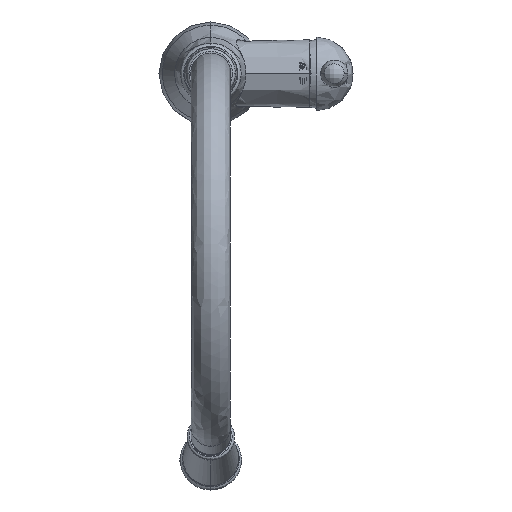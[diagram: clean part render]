
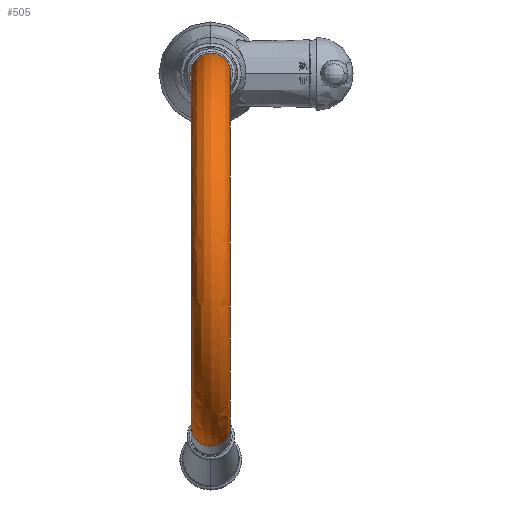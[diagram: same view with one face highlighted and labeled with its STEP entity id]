
A CAD part, top view. The second image highlights one B-rep face of the part: STEP entity #505.
In plain terms, the highlighted free-form (B-spline) face has degree [2, 2] with [9, 5] control points.
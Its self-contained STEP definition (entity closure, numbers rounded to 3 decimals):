
#505=ADVANCED_FACE('',(#1315),#13013,.T.);
#1315=FACE_OUTER_BOUND('',#2143,.T.);
#2143=EDGE_LOOP('',(#4329,#4330,#4331,#4332));
#4329=ORIENTED_EDGE('',*,*,#7837,.F.);
#4330=ORIENTED_EDGE('',*,*,#7836,.T.);
#4331=ORIENTED_EDGE('',*,*,#7851,.F.);
#4332=ORIENTED_EDGE('',*,*,#7852,.F.);
#7836=EDGE_CURVE('',#11898,#11897,#10594,.T.);
#7837=EDGE_CURVE('',#11898,#11908,#10595,.T.);
#7851=EDGE_CURVE('',#11906,#11897,#10605,.T.);
#7852=EDGE_CURVE('',#11908,#11906,#10606,.T.);
#10594=(
BOUNDED_CURVE()
B_SPLINE_CURVE(2,(#36702,#36703,#36704,#36705,#36706),.UNSPECIFIED.,.F.,
 .F.)
B_SPLINE_CURVE_WITH_KNOTS((3,2,3),(0.,158.389,316.777),
 .UNSPECIFIED.)
CURVE()
GEOMETRIC_REPRESENTATION_ITEM()
RATIONAL_B_SPLINE_CURVE((1.,0.752,1.,0.752,1.))
REPRESENTATION_ITEM('')
);
#10595=(
BOUNDED_CURVE()
B_SPLINE_CURVE(2,(#36707,#36708,#36709,#36710,#36711),.UNSPECIFIED.,.F.,
 .F.)
B_SPLINE_CURVE_WITH_KNOTS((3,2,3),(0.,18.85,37.699),
 .UNSPECIFIED.)
CURVE()
GEOMETRIC_REPRESENTATION_ITEM()
RATIONAL_B_SPLINE_CURVE((1.,0.707,1.,0.707,1.))
REPRESENTATION_ITEM('')
);
#10605=(
BOUNDED_CURVE()
B_SPLINE_CURVE(2,(#36761,#36762,#36763,#36764,#36765),.UNSPECIFIED.,.F.,
 .F.)
B_SPLINE_CURVE_WITH_KNOTS((3,2,3),(37.699,56.549,75.398),
 .UNSPECIFIED.)
CURVE()
GEOMETRIC_REPRESENTATION_ITEM()
RATIONAL_B_SPLINE_CURVE((1.,0.707,1.,0.707,1.))
REPRESENTATION_ITEM('')
);
#10606=(
BOUNDED_CURVE()
B_SPLINE_CURVE(2,(#36766,#36767,#36768,#36769,#36770),.UNSPECIFIED.,.F.,
 .F.)
B_SPLINE_CURVE_WITH_KNOTS((3,2,3),(0.,158.389,316.777),
 .UNSPECIFIED.)
CURVE()
GEOMETRIC_REPRESENTATION_ITEM()
RATIONAL_B_SPLINE_CURVE((1.,0.752,1.,0.752,1.))
REPRESENTATION_ITEM('')
);
#11897=VERTEX_POINT('',#36673);
#11898=VERTEX_POINT('',#36674);
#11906=VERTEX_POINT('',#36682);
#11908=VERTEX_POINT('',#36684);
#13013=(
BOUNDED_SURFACE()
B_SPLINE_SURFACE(2,2,((#36579,#36580,#36581,#36582,#36583),(#36584,#36585,
#36586,#36587,#36588),(#36589,#36590,#36591,#36592,#36593),(#36594,#36595,
#36596,#36597,#36598),(#36599,#36600,#36601,#36602,#36603),(#36604,#36605,
#36606,#36607,#36608),(#36609,#36610,#36611,#36612,#36613),(#36614,#36615,
#36616,#36617,#36618),(#36619,#36620,#36621,#36622,#36623)),
 .UNSPECIFIED.,.T.,.F.,.F.)
B_SPLINE_SURFACE_WITH_KNOTS((3,2,2,2,3),(3,2,3),(0.,172.788,345.575,
518.363,691.15),(0.,18.85,37.699),
 .UNSPECIFIED.)
GEOMETRIC_REPRESENTATION_ITEM()
RATIONAL_B_SPLINE_SURFACE(((1.,0.707,1.,0.707,1.),
(0.707,0.5,0.707,0.5,0.707),(1.,0.707,
1.,0.707,1.),(0.707,0.5,0.707,0.5,0.707),
(1.,0.707,1.,0.707,1.),(0.707,0.5,0.707,
0.5,0.707),(1.,0.707,1.,0.707,1.),(0.707,
0.5,0.707,0.5,0.707),(1.,0.707,1.,0.707,
1.)))
REPRESENTATION_ITEM('')
SURFACE()
);
#36579=CARTESIAN_POINT('',(0.,159.848,12.));
#36580=CARTESIAN_POINT('',(-12.,159.848,12.));
#36581=CARTESIAN_POINT('',(-12.,159.848,0.));
#36582=CARTESIAN_POINT('',(-12.,159.848,-12.));
#36583=CARTESIAN_POINT('',(0.,159.848,-12.));
#36584=CARTESIAN_POINT('',(0.,269.848,12.));
#36585=CARTESIAN_POINT('',(-12.,281.848,12.));
#36586=CARTESIAN_POINT('',(-12.,281.848,0.));
#36587=CARTESIAN_POINT('',(-12.,281.848,-12.));
#36588=CARTESIAN_POINT('',(0.,269.848,-12.));
#36589=CARTESIAN_POINT('',(110.,269.848,12.));
#36590=CARTESIAN_POINT('',(110.,281.848,12.));
#36591=CARTESIAN_POINT('',(110.,281.848,0.));
#36592=CARTESIAN_POINT('',(110.,281.848,-12.));
#36593=CARTESIAN_POINT('',(110.,269.848,-12.));
#36594=CARTESIAN_POINT('',(220.,269.848,12.));
#36595=CARTESIAN_POINT('',(232.,281.848,12.));
#36596=CARTESIAN_POINT('',(232.,281.848,0.));
#36597=CARTESIAN_POINT('',(232.,281.848,-12.));
#36598=CARTESIAN_POINT('',(220.,269.848,-12.));
#36599=CARTESIAN_POINT('',(220.,159.848,12.));
#36600=CARTESIAN_POINT('',(232.,159.848,12.));
#36601=CARTESIAN_POINT('',(232.,159.848,0.));
#36602=CARTESIAN_POINT('',(232.,159.848,-12.));
#36603=CARTESIAN_POINT('',(220.,159.848,-12.));
#36604=CARTESIAN_POINT('',(220.,49.848,12.));
#36605=CARTESIAN_POINT('',(232.,37.848,12.));
#36606=CARTESIAN_POINT('',(232.,37.848,0.));
#36607=CARTESIAN_POINT('',(232.,37.848,-12.));
#36608=CARTESIAN_POINT('',(220.,49.848,-12.));
#36609=CARTESIAN_POINT('',(110.,49.848,12.));
#36610=CARTESIAN_POINT('',(110.,37.848,12.));
#36611=CARTESIAN_POINT('',(110.,37.848,0.));
#36612=CARTESIAN_POINT('',(110.,37.848,-12.));
#36613=CARTESIAN_POINT('',(110.,49.848,-12.));
#36614=CARTESIAN_POINT('',(0.,49.848,12.));
#36615=CARTESIAN_POINT('',(-12.,37.848,12.));
#36616=CARTESIAN_POINT('',(-12.,37.848,0.));
#36617=CARTESIAN_POINT('',(-12.,37.848,-12.));
#36618=CARTESIAN_POINT('',(0.,49.848,-12.));
#36619=CARTESIAN_POINT('',(0.,159.848,12.));
#36620=CARTESIAN_POINT('',(-12.,159.848,12.));
#36621=CARTESIAN_POINT('',(-12.,159.848,0.));
#36622=CARTESIAN_POINT('',(-12.,159.848,-12.));
#36623=CARTESIAN_POINT('',(0.,159.848,-12.));
#36673=CARTESIAN_POINT('',(216.252,188.319,12.));
#36674=CARTESIAN_POINT('',(0.,159.848,12.));
#36682=CARTESIAN_POINT('',(216.252,188.319,-12.));
#36684=CARTESIAN_POINT('',(0.,159.848,-12.));
#36702=CARTESIAN_POINT('',(0.,159.848,12.));
#36703=CARTESIAN_POINT('',(0.,256.316,12.));
#36704=CARTESIAN_POINT('',(95.642,268.907,12.));
#36705=CARTESIAN_POINT('',(191.284,281.499,12.));
#36706=CARTESIAN_POINT('',(216.252,188.319,12.));
#36707=CARTESIAN_POINT('',(0.,159.848,12.));
#36708=CARTESIAN_POINT('',(-12.,159.848,12.));
#36709=CARTESIAN_POINT('',(-12.,159.848,0.));
#36710=CARTESIAN_POINT('',(-12.,159.848,-12.));
#36711=CARTESIAN_POINT('',(0.,159.848,-12.));
#36761=CARTESIAN_POINT('',(216.252,188.319,-12.));
#36762=CARTESIAN_POINT('',(227.843,191.424,-12.));
#36763=CARTESIAN_POINT('',(227.843,191.424,0.));
#36764=CARTESIAN_POINT('',(227.843,191.424,12.));
#36765=CARTESIAN_POINT('',(216.252,188.319,12.));
#36766=CARTESIAN_POINT('',(0.,159.848,-12.));
#36767=CARTESIAN_POINT('',(0.,256.316,-12.));
#36768=CARTESIAN_POINT('',(95.642,268.907,-12.));
#36769=CARTESIAN_POINT('',(191.284,281.499,-12.));
#36770=CARTESIAN_POINT('',(216.252,188.319,-12.));
